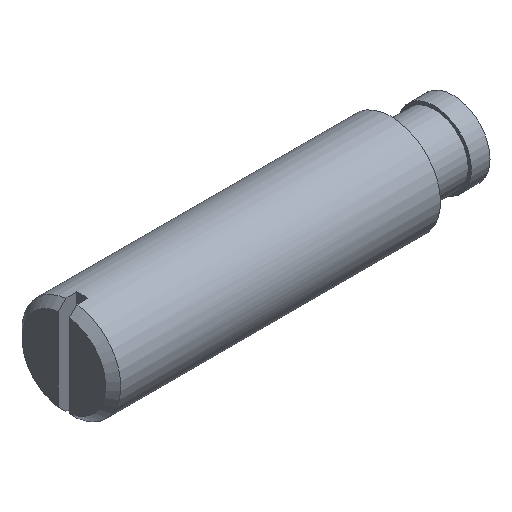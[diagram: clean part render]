
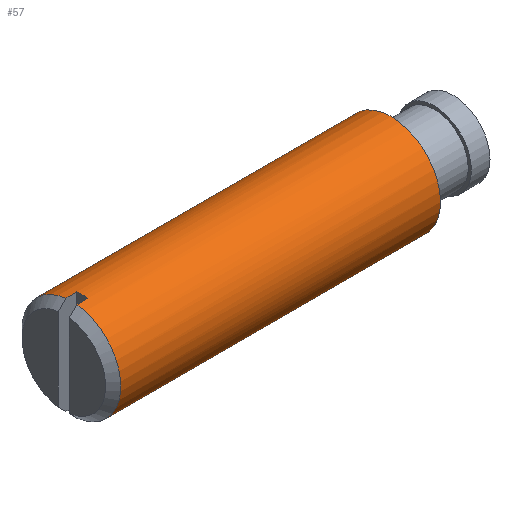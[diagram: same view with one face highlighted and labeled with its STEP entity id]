
A CAD part, isometric view. The second image highlights one B-rep face of the part: STEP entity #57.
In plain terms, the highlighted cylindrical face has radius 8 mm (diameter 16 mm), a full revolution.
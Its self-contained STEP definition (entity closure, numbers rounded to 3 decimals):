
#57 = ADVANCED_FACE( '', ( #114, #115 ), #116, .T. );
#114 = FACE_OUTER_BOUND( '', #166, .T. );
#115 = FACE_OUTER_BOUND( '', #167, .T. );
#116 = CYLINDRICAL_SURFACE( '', #168, 8. );
#166 = EDGE_LOOP( '', ( #252 ) );
#167 = EDGE_LOOP( '', ( #253, #254, #255, #256, #257, #258, #259, #260 ) );
#168 = AXIS2_PLACEMENT_3D( '', #261, #262, #263 );
#252 = ORIENTED_EDGE( '', *, *, #286, .F. );
#253 = ORIENTED_EDGE( '', *, *, #290, .T. );
#254 = ORIENTED_EDGE( '', *, *, #305, .T. );
#255 = ORIENTED_EDGE( '', *, *, #297, .F. );
#256 = ORIENTED_EDGE( '', *, *, #307, .T. );
#257 = ORIENTED_EDGE( '', *, *, #279, .T. );
#258 = ORIENTED_EDGE( '', *, *, #308, .T. );
#259 = ORIENTED_EDGE( '', *, *, #299, .F. );
#260 = ORIENTED_EDGE( '', *, *, #304, .T. );
#261 = CARTESIAN_POINT( '', ( 65., 0., 0. ) );
#262 = DIRECTION( '', ( -1., 0., 0. ) );
#263 = DIRECTION( '', ( 0., 1., 0. ) );
#279 = EDGE_CURVE( '', #319, #317, #320, .T. );
#286 = EDGE_CURVE( '', #330, #330, #331, .T. );
#290 = EDGE_CURVE( '', #336, #337, #338, .T. );
#297 = EDGE_CURVE( '', #347, #348, #349, .T. );
#299 = EDGE_CURVE( '', #350, #352, #353, .T. );
#304 = EDGE_CURVE( '', #350, #336, #358, .F. );
#305 = EDGE_CURVE( '', #337, #348, #359, .T. );
#307 = EDGE_CURVE( '', #347, #319, #361, .F. );
#308 = EDGE_CURVE( '', #317, #352, #362, .T. );
#317 = VERTEX_POINT( '', #370 );
#319 = VERTEX_POINT( '', #375 );
#320 = CIRCLE( '', #376, 8. );
#330 = VERTEX_POINT( '', #389 );
#331 = CIRCLE( '', #390, 8. );
#336 = VERTEX_POINT( '', #395 );
#337 = VERTEX_POINT( '', #396 );
#338 = CIRCLE( '', #397, 8. );
#347 = VERTEX_POINT( '', #413 );
#348 = VERTEX_POINT( '', #414 );
#349 = CIRCLE( '', #415, 8. );
#350 = VERTEX_POINT( '', #416 );
#352 = VERTEX_POINT( '', #419 );
#353 = CIRCLE( '', #420, 8. );
#358 = LINE( '', #427, #428 );
#359 = LINE( '', #429, #430 );
#361 = LINE( '', #432, #433 );
#362 = LINE( '', #434, #435 );
#370 = CARTESIAN_POINT( '', ( 1.227, 0.9, 7.949 ) );
#375 = CARTESIAN_POINT( '', ( 1.227, 0.9, -7.949 ) );
#376 = AXIS2_PLACEMENT_3D( '', #442, #443, #444 );
#389 = CARTESIAN_POINT( '', ( 53., 8., 0. ) );
#390 = AXIS2_PLACEMENT_3D( '', #454, #455, #456 );
#395 = CARTESIAN_POINT( '', ( 1.227, -0.9, 7.949 ) );
#396 = CARTESIAN_POINT( '', ( 1.227, -0.9, -7.949 ) );
#397 = AXIS2_PLACEMENT_3D( '', #460, #461, #462 );
#413 = CARTESIAN_POINT( '', ( 3., 0.9, -7.949 ) );
#414 = CARTESIAN_POINT( '', ( 3., -0.9, -7.949 ) );
#415 = AXIS2_PLACEMENT_3D( '', #467, #468, #469 );
#416 = CARTESIAN_POINT( '', ( 3., -0.9, 7.949 ) );
#419 = CARTESIAN_POINT( '', ( 3., 0.9, 7.949 ) );
#420 = AXIS2_PLACEMENT_3D( '', #471, #472, #473 );
#427 = CARTESIAN_POINT( '', ( 65., -0.9, 7.949 ) );
#428 = VECTOR( '', #476, 1000. );
#429 = CARTESIAN_POINT( '', ( 65., -0.9, -7.949 ) );
#430 = VECTOR( '', #477, 1000. );
#432 = CARTESIAN_POINT( '', ( 65., 0.9, -7.949 ) );
#433 = VECTOR( '', #478, 1000. );
#434 = CARTESIAN_POINT( '', ( 65., 0.9, 7.949 ) );
#435 = VECTOR( '', #479, 1000. );
#442 = CARTESIAN_POINT( '', ( 1.227, 0., 0. ) );
#443 = DIRECTION( '', ( 1., 0., 0. ) );
#444 = DIRECTION( '', ( 0., 1., 0. ) );
#454 = CARTESIAN_POINT( '', ( 53., 0., 0. ) );
#455 = DIRECTION( '', ( 1., 0., 0. ) );
#456 = DIRECTION( '', ( 0., 1., 0. ) );
#460 = CARTESIAN_POINT( '', ( 1.227, 0., 0. ) );
#461 = DIRECTION( '', ( 1., 0., 0. ) );
#462 = DIRECTION( '', ( 0., 1., 0. ) );
#467 = CARTESIAN_POINT( '', ( 3., 0., 0. ) );
#468 = DIRECTION( '', ( -1., 0., 0. ) );
#469 = DIRECTION( '', ( 0., 0., 1. ) );
#471 = CARTESIAN_POINT( '', ( 3., 0., 0. ) );
#472 = DIRECTION( '', ( -1., 0., 0. ) );
#473 = DIRECTION( '', ( 0., 0., 1. ) );
#476 = DIRECTION( '', ( 1., 0., 0. ) );
#477 = DIRECTION( '', ( 1., 0., 0. ) );
#478 = DIRECTION( '', ( 1., 0., 0. ) );
#479 = DIRECTION( '', ( 1., 0., 0. ) );
